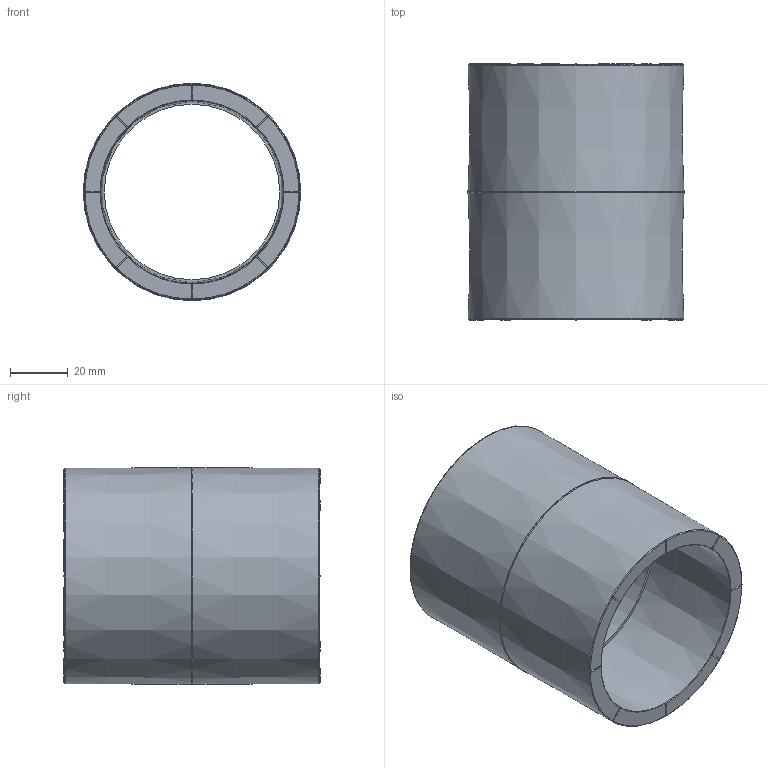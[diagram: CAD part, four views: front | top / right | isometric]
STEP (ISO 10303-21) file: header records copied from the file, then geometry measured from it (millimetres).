
FILE_DESCRIPTION(/* description */ (''),/* implementation_level */ '2;1');
FILE_NAME(/* name */ '63套管.stp',/* time_stamp */ '2024-07-13T09:32:28+08:00',/* author */ (''),/* organization */ (''),/* preprocessor_version */ 'ST-DEVELOPER v16',/* originating_system */ 'SIEMENS PLM Software NX 10.0',/* authorisation */ '');
FILE_SCHEMA (('AUTOMOTIVE_DESIGN { 1 0 10303 214 3 1 1 1 }'));
Length unit declared in the file: millimetre
Products named in the file (1): gelv12E0D7B8jcn6
Bounding box: 75.6 x 89 x 75.6 mm (x, y, z)
Volume: 116714.7 mm3; surface area: 41339.5 mm2
Topology: 1 solids, 1 shells, 1092 faces, 3160 edges, 2065 vertices
Faces by surface type: plane 1020, sphere 32, cylinder 23, extrusion 7, cone 6, torus 4
Full cylindrical faces by diameter (mm): 2 x1, 3 x1, 60.9 x1
Entity records: 39659 total; most frequent: CARTESIAN_POINT 14852, ORIENTED_EDGE 6226, DIRECTION 3527, EDGE_CURVE 3113, VERTEX_POINT 2063, B_SPLINE_CURVE_WITH_KNOTS 1943, AXIS2_PLACEMENT_3D 1257, EDGE_LOOP 1134
